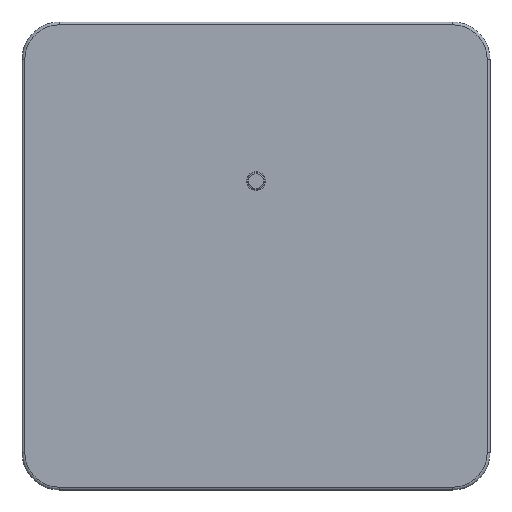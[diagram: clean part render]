
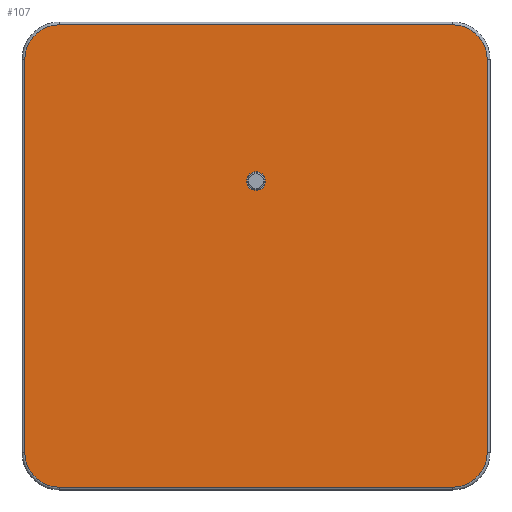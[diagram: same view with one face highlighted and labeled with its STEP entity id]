
A CAD part, front view. The second image highlights one B-rep face of the part: STEP entity #107.
In plain terms, the highlighted planar face has unit normal (0, -1, 0).
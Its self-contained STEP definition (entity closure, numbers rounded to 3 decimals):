
#107 = ADVANCED_FACE ( 'NONE', ( #8032, #13092 ), #4852, .T. ) ;
#376 = DIRECTION ( 'NONE',  ( 1., 0., 0. ) ) ;
#733 = CARTESIAN_POINT ( 'NONE',  ( 12.35, 0., 10.5 ) ) ;
#744 = DIRECTION ( 'NONE',  ( 0., -1., 0. ) ) ;
#796 = DIRECTION ( 'NONE',  ( 0., -1., 0. ) ) ;
#909 = CARTESIAN_POINT ( 'NONE',  ( 12.35, 0., -10.5 ) ) ;
#1016 = DIRECTION ( 'NONE',  ( 0., 0., 1. ) ) ;
#1174 = VERTEX_POINT ( 'NONE', #909 ) ;
#1752 = DIRECTION ( 'NONE',  ( 0., 0., -1. ) ) ;
#1833 = CARTESIAN_POINT ( 'NONE',  ( 10.5, 0., 12.35 ) ) ;
#1894 = DIRECTION ( 'NONE',  ( 0., -1., 0. ) ) ;
#1931 = CARTESIAN_POINT ( 'NONE',  ( -12.35, 0., -10.5 ) ) ;
#2332 = CARTESIAN_POINT ( 'NONE',  ( -10.5, 0., 12.35 ) ) ;
#2363 = EDGE_CURVE ( 'NONE', #9437, #18636, #13639, .T. ) ;
#2499 = VERTEX_POINT ( 'NONE', #12415 ) ;
#2804 = ORIENTED_EDGE ( 'NONE', *, *, #13657, .T. ) ;
#2833 = CARTESIAN_POINT ( 'NONE',  ( 12.35, 0., 10.5 ) ) ;
#3099 = CARTESIAN_POINT ( 'NONE',  ( 10.5, 0., -12.35 ) ) ;
#4001 = ORIENTED_EDGE ( 'NONE', *, *, #12584, .T. ) ;
#4100 = CIRCLE ( 'NONE', #18047, 1.85 ) ;
#4118 = VECTOR ( 'NONE', #376, 1000. ) ;
#4250 = AXIS2_PLACEMENT_3D ( 'NONE', #10915, #18413, #10646 ) ;
#4297 = DIRECTION ( 'NONE',  ( 0., 0., -1. ) ) ;
#4411 = EDGE_LOOP ( 'NONE', ( #8044, #4752 ) ) ;
#4545 = VECTOR ( 'NONE', #10096, 1000. ) ;
#4752 = ORIENTED_EDGE ( 'NONE', *, *, #2363, .F. ) ;
#4852 = PLANE ( 'NONE',  #13352 ) ;
#5021 = LINE ( 'NONE', #2332, #4545 ) ;
#5463 = VERTEX_POINT ( 'NONE', #1833 ) ;
#6383 = CARTESIAN_POINT ( 'NONE',  ( 10.5, 0., -12.35 ) ) ;
#6469 = VERTEX_POINT ( 'NONE', #14225 ) ;
#6606 = EDGE_CURVE ( 'NONE', #18636, #9437, #16583, .T. ) ;
#6762 = LINE ( 'NONE', #733, #17874 ) ;
#6908 = ORIENTED_EDGE ( 'NONE', *, *, #9380, .T. ) ;
#7683 = CIRCLE ( 'NONE', #12238, 1.85 ) ;
#8032 = FACE_OUTER_BOUND ( 'NONE', #11392, .T. ) ;
#8044 = ORIENTED_EDGE ( 'NONE', *, *, #6606, .F. ) ;
#8084 = DIRECTION ( 'NONE',  ( 0., 0., -1. ) ) ;
#8225 = ORIENTED_EDGE ( 'NONE', *, *, #13734, .T. ) ;
#8455 = DIRECTION ( 'NONE',  ( 0., -1., 0. ) ) ;
#8850 = CARTESIAN_POINT ( 'NONE',  ( 0., 0., 4.5 ) ) ;
#8858 = CIRCLE ( 'NONE', #13931, 1.85 ) ;
#9380 = EDGE_CURVE ( 'NONE', #12596, #1174, #8858, .T. ) ;
#9437 = VERTEX_POINT ( 'NONE', #8850 ) ;
#9960 = CARTESIAN_POINT ( 'NONE',  ( 0., 0., 4. ) ) ;
#10096 = DIRECTION ( 'NONE',  ( -1., 0., 0. ) ) ;
#10304 = CARTESIAN_POINT ( 'NONE',  ( 0., 0., 4. ) ) ;
#10646 = DIRECTION ( 'NONE',  ( 0., 0., -1. ) ) ;
#10915 = CARTESIAN_POINT ( 'NONE',  ( -10.5, 0., -10.5 ) ) ;
#11392 = EDGE_LOOP ( 'NONE', ( #11564, #14866, #15045, #8225, #15986, #4001, #2804, #6908 ) ) ;
#11538 = DIRECTION ( 'NONE',  ( 0., 0., -1. ) ) ;
#11564 = ORIENTED_EDGE ( 'NONE', *, *, #16625, .T. ) ;
#12238 = AXIS2_PLACEMENT_3D ( 'NONE', #17434, #14198, #15751 ) ;
#12251 = CARTESIAN_POINT ( 'NONE',  ( -10.5, 0., 12.35 ) ) ;
#12415 = CARTESIAN_POINT ( 'NONE',  ( -10.5, 0., -12.35 ) ) ;
#12584 = EDGE_CURVE ( 'NONE', #6469, #2499, #18147, .T. ) ;
#12596 = VERTEX_POINT ( 'NONE', #3099 ) ;
#12710 = CARTESIAN_POINT ( 'NONE',  ( 10.5, 0., -10.5 ) ) ;
#13092 = FACE_BOUND ( 'NONE', #4411, .T. ) ;
#13157 = DIRECTION ( 'NONE',  ( 0., 0., -1. ) ) ;
#13352 = AXIS2_PLACEMENT_3D ( 'NONE', #12710, #1894, #1752 ) ;
#13576 = CARTESIAN_POINT ( 'NONE',  ( 0., 0., 3.5 ) ) ;
#13594 = VERTEX_POINT ( 'NONE', #2833 ) ;
#13639 = CIRCLE ( 'NONE', #19641, 0.5 ) ;
#13657 = EDGE_CURVE ( 'NONE', #2499, #12596, #19753, .T. ) ;
#13734 = EDGE_CURVE ( 'NONE', #19591, #16276, #4100, .T. ) ;
#13931 = AXIS2_PLACEMENT_3D ( 'NONE', #14713, #744, #13157 ) ;
#14043 = EDGE_CURVE ( 'NONE', #5463, #19591, #5021, .T. ) ;
#14198 = DIRECTION ( 'NONE',  ( 0., -1., 0. ) ) ;
#14225 = CARTESIAN_POINT ( 'NONE',  ( -12.35, 0., -10.5 ) ) ;
#14713 = CARTESIAN_POINT ( 'NONE',  ( 10.5, 0., -10.5 ) ) ;
#14866 = ORIENTED_EDGE ( 'NONE', *, *, #19264, .T. ) ;
#15045 = ORIENTED_EDGE ( 'NONE', *, *, #14043, .T. ) ;
#15751 = DIRECTION ( 'NONE',  ( 0., 0., -1. ) ) ;
#15986 = ORIENTED_EDGE ( 'NONE', *, *, #16771, .T. ) ;
#16060 = DIRECTION ( 'NONE',  ( 0., 0., -1. ) ) ;
#16276 = VERTEX_POINT ( 'NONE', #19783 ) ;
#16583 = CIRCLE ( 'NONE', #19083, 0.5 ) ;
#16625 = EDGE_CURVE ( 'NONE', #1174, #13594, #6762, .T. ) ;
#16771 = EDGE_CURVE ( 'NONE', #16276, #6469, #17608, .T. ) ;
#17366 = VECTOR ( 'NONE', #8084, 1000. ) ;
#17434 = CARTESIAN_POINT ( 'NONE',  ( 10.5, 0., 10.5 ) ) ;
#17608 = LINE ( 'NONE', #1931, #17366 ) ;
#17692 = CARTESIAN_POINT ( 'NONE',  ( -10.5, 0., 10.5 ) ) ;
#17874 = VECTOR ( 'NONE', #1016, 1000. ) ;
#18003 = DIRECTION ( 'NONE',  ( 0., -1., 0. ) ) ;
#18047 = AXIS2_PLACEMENT_3D ( 'NONE', #17692, #8455, #16060 ) ;
#18147 = CIRCLE ( 'NONE', #4250, 1.85 ) ;
#18413 = DIRECTION ( 'NONE',  ( 0., -1., 0. ) ) ;
#18636 = VERTEX_POINT ( 'NONE', #13576 ) ;
#19083 = AXIS2_PLACEMENT_3D ( 'NONE', #9960, #796, #11538 ) ;
#19264 = EDGE_CURVE ( 'NONE', #13594, #5463, #7683, .T. ) ;
#19591 = VERTEX_POINT ( 'NONE', #12251 ) ;
#19641 = AXIS2_PLACEMENT_3D ( 'NONE', #10304, #18003, #4297 ) ;
#19753 = LINE ( 'NONE', #6383, #4118 ) ;
#19783 = CARTESIAN_POINT ( 'NONE',  ( -12.35, 0., 10.5 ) ) ;
